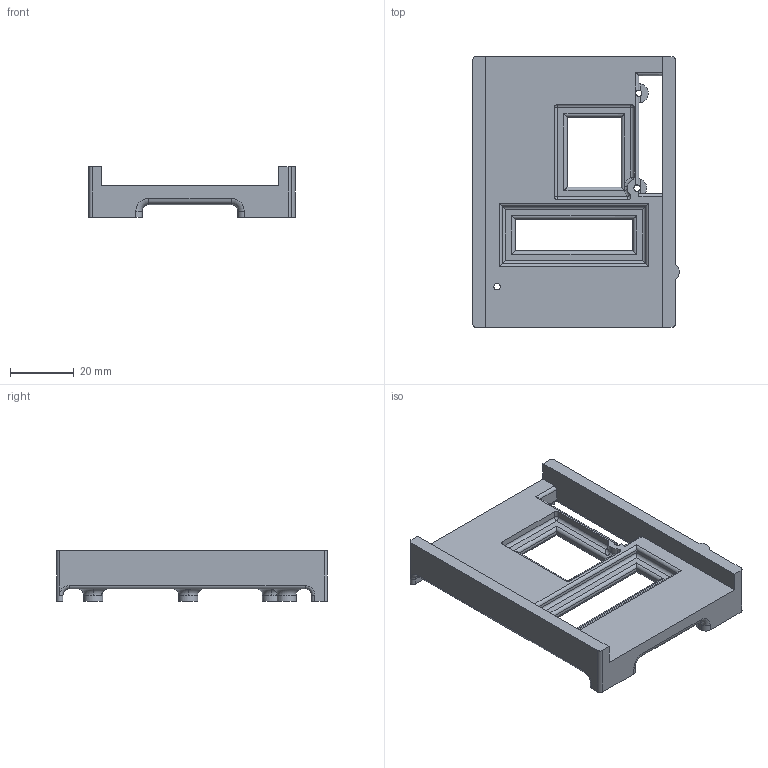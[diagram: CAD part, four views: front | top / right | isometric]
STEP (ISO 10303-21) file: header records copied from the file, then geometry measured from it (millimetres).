
FILE_DESCRIPTION(('HOOPS Exchange Step'),'2;1');
FILE_NAME('export-EC4FD67E-2093-4232-B613-6574BD066366.stp','2025-10-19T14:29:40+02:00',('Schechner'),('Alibre'),'HOOPS Exchange 2020.0','Alibre','Unknown authorisation');
FILE_SCHEMA( ('AP242_MANAGED_MODEL_BASED_3D_ENGINEERING_MIM_LF {1 0 10303 442 1 1 4 }') );
Length unit declared in the file: centimetre
Products named in the file (1): RPI_480_320
Bounding box: 64.75 x 85 x 16 mm (x, y, z)
Volume: 28902.5 mm3; surface area: 14852.9 mm2
Topology: 1 solids, 1 shells, 165 faces, 438 edges, 268 vertices
Faces by surface type: cylinder 79, plane 54, torus 17, bspline 10, sphere 5
Full cylindrical faces by diameter (mm): 2 x4, 6 x4
Entity records: 8603 total; most frequent: CARTESIAN_POINT 4465, DIRECTION 880, ORIENTED_EDGE 864, EDGE_CURVE 432, AXIS2_PLACEMENT_3D 331, VERTEX_POINT 268, VECTOR 218, LINE 218
